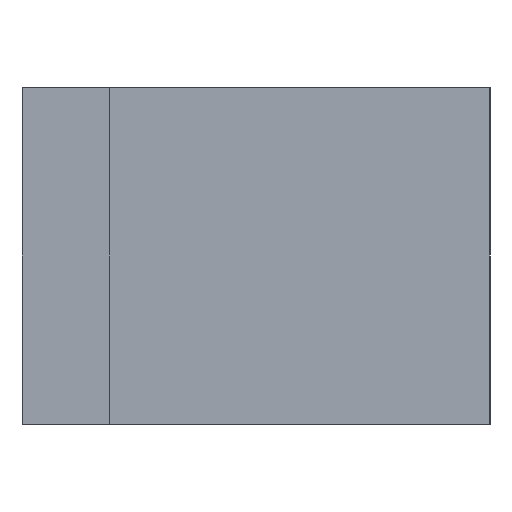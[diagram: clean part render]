
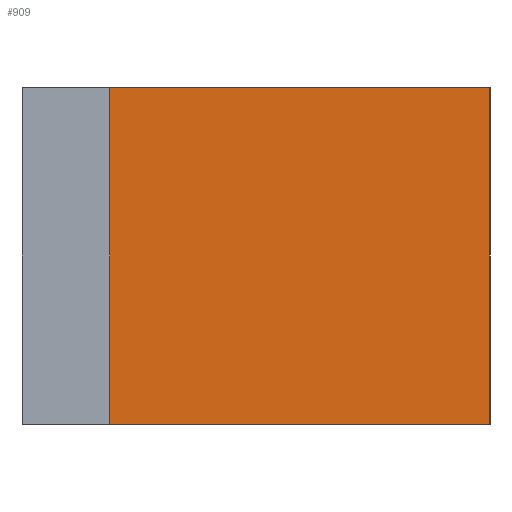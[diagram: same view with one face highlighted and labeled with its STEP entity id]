
A CAD part, left-side view. The second image highlights one B-rep face of the part: STEP entity #909.
In plain terms, the highlighted planar face has unit normal (-1, 0, 0).
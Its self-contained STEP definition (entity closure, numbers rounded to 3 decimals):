
#11 = EDGE_LOOP ( 'NONE', ( #704, #601, #180, #63 ) ) ;
#16 = EDGE_CURVE ( 'NONE', #193, #398, #82, .T. ) ;
#31 = FACE_OUTER_BOUND ( 'NONE', #11, .T. ) ;
#62 = EDGE_CURVE ( 'NONE', #193, #813, #91, .T. ) ;
#63 = ORIENTED_EDGE ( 'NONE', *, *, #16, .T. ) ;
#82 = LINE ( 'NONE', #387, #103 ) ;
#91 = LINE ( 'NONE', #811, #779 ) ;
#103 = VECTOR ( 'NONE', #415, 1000. ) ;
#180 = ORIENTED_EDGE ( 'NONE', *, *, #62, .F. ) ;
#193 = VERTEX_POINT ( 'NONE', #271 ) ;
#207 = DIRECTION ( 'NONE',  ( 0., 0., -1. ) ) ;
#222 = CARTESIAN_POINT ( 'NONE',  ( -26., 0., -11.5 ) ) ;
#229 = EDGE_CURVE ( 'NONE', #813, #675, #344, .T. ) ;
#268 = CARTESIAN_POINT ( 'NONE',  ( -26., 0., 11.5 ) ) ;
#271 = CARTESIAN_POINT ( 'NONE',  ( -26., 26., 11.5 ) ) ;
#314 = DIRECTION ( 'NONE',  ( 0., -1., 0. ) ) ;
#344 = LINE ( 'NONE', #589, #442 ) ;
#387 = CARTESIAN_POINT ( 'NONE',  ( -26., 26., 11.5 ) ) ;
#398 = VERTEX_POINT ( 'NONE', #898 ) ;
#415 = DIRECTION ( 'NONE',  ( 0., 0., -1. ) ) ;
#419 = EDGE_CURVE ( 'NONE', #398, #675, #983, .T. ) ;
#423 = PLANE ( 'NONE',  #545 ) ;
#442 = VECTOR ( 'NONE', #207, 1000. ) ;
#545 = AXIS2_PLACEMENT_3D ( 'NONE', #746, #887, #986 ) ;
#589 = CARTESIAN_POINT ( 'NONE',  ( -26., 0., 11.5 ) ) ;
#601 = ORIENTED_EDGE ( 'NONE', *, *, #229, .F. ) ;
#675 = VERTEX_POINT ( 'NONE', #222 ) ;
#704 = ORIENTED_EDGE ( 'NONE', *, *, #419, .T. ) ;
#746 = CARTESIAN_POINT ( 'NONE',  ( -26., 0., 11.5 ) ) ;
#747 = CARTESIAN_POINT ( 'NONE',  ( -26., 0., -11.5 ) ) ;
#779 = VECTOR ( 'NONE', #885, 1000. ) ;
#811 = CARTESIAN_POINT ( 'NONE',  ( -26., 0., 11.5 ) ) ;
#813 = VERTEX_POINT ( 'NONE', #268 ) ;
#833 = VECTOR ( 'NONE', #314, 1000. ) ;
#885 = DIRECTION ( 'NONE',  ( 0., -1., 0. ) ) ;
#887 = DIRECTION ( 'NONE',  ( 1., 0., 0. ) ) ;
#898 = CARTESIAN_POINT ( 'NONE',  ( -26., 26., -11.5 ) ) ;
#909 = ADVANCED_FACE ( 'NONE', ( #31 ), #423, .F. ) ;
#983 = LINE ( 'NONE', #747, #833 ) ;
#986 = DIRECTION ( 'NONE',  ( 0., 0., -1. ) ) ;
